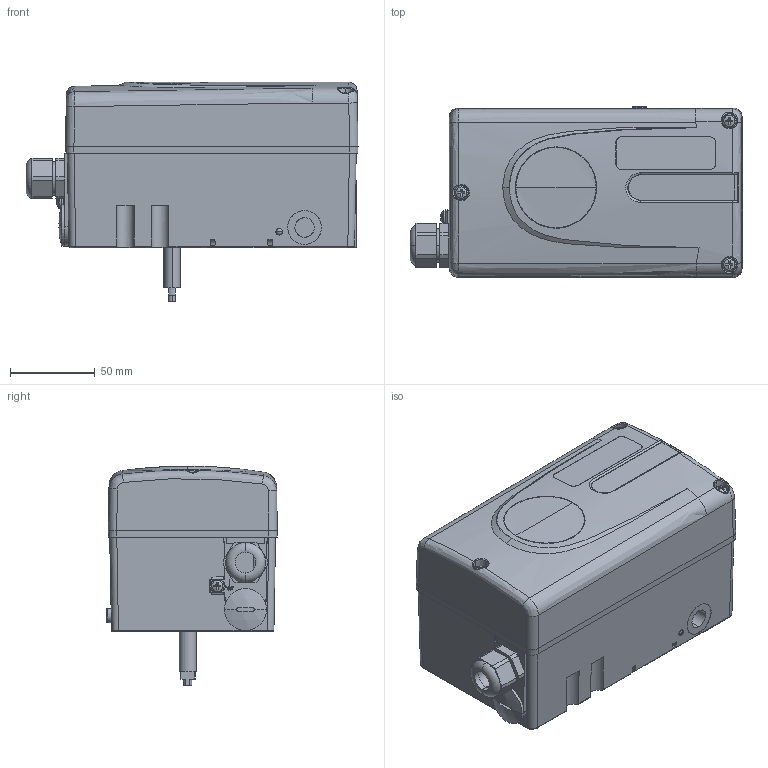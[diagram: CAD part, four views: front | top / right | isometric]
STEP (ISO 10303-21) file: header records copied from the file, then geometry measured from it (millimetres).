
FILE_DESCRIPTION (( 'STEP AP214' ), '1' );
FILE_NAME ('D20_std_140812.STEP', '2014-09-29T13:08:09', ( '' ), ( '' ), 'SwSTEP 2.0', 'SolidWorks 2014', '' );
FILE_SCHEMA (( 'AUTOMOTIVE_DESIGN' ));
Length unit declared in the file: millimetre
Products named in the file (1): D20_std_140812
Bounding box: 196.35 x 100.93 x 129.97 mm (x, y, z)
Volume: 370149.9 mm3; surface area: 231710.7 mm2
Topology: 23 solids, 23 shells, 1676 faces, 4367 edges, 2795 vertices
Faces by surface type: plane 730, cone 438, cylinder 373, bspline 69, torus 62, sphere 4
Entity records: 69226 total; most frequent: CARTESIAN_POINT 29211, ORIENTED_EDGE 8612, DIRECTION 7365, EDGE_CURVE 4306, VERTEX_POINT 2792, AXIS2_PLACEMENT_3D 2622, LINE 2121, VECTOR 2121
